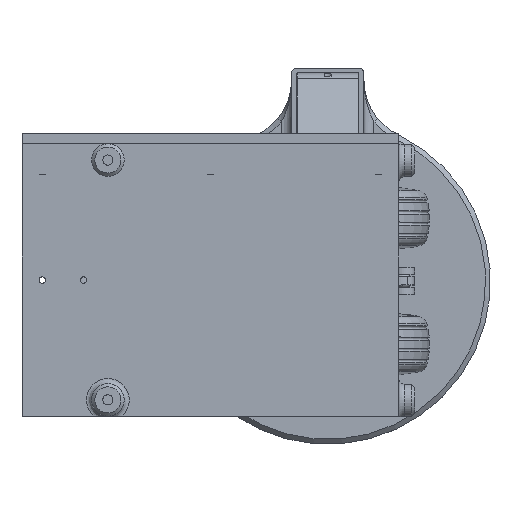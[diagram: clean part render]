
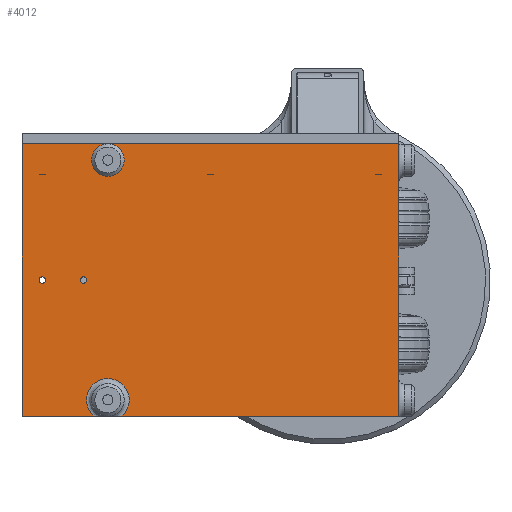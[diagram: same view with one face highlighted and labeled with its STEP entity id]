
A CAD part, top view. The second image highlights one B-rep face of the part: STEP entity #4012.
In plain terms, the highlighted planar face has unit normal (0, 0, 1).
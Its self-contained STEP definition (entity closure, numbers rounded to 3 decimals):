
#3867 = VERTEX_POINT('',#3868);
#3868 = CARTESIAN_POINT('',(-152.884,5.287,
    156.477));
#3874 = EDGE_CURVE('',#3875,#3867,#3877,.T.);
#3875 = VERTEX_POINT('',#3876);
#3876 = CARTESIAN_POINT('',(-126.092,5.287,
    156.477));
#3877 = LINE('',#3878,#3879);
#3878 = CARTESIAN_POINT('',(-35.261,5.287,
    156.477));
#3879 = VECTOR('',#3880,1.);
#3880 = DIRECTION('',(-1.,0.,0.));
#3882 = EDGE_CURVE('',#3883,#3875,#3885,.T.);
#3883 = VERTEX_POINT('',#3884);
#3884 = CARTESIAN_POINT('',(-35.261,5.287,
    156.477));
#3885 = LINE('',#3886,#3887);
#3886 = CARTESIAN_POINT('',(-35.261,5.287,
    156.477));
#3887 = VECTOR('',#3888,1.);
#3888 = DIRECTION('',(-1.,0.,0.));
#3913 = VERTEX_POINT('',#3914);
#3914 = CARTESIAN_POINT('',(-152.884,-79.702,
    156.477));
#3920 = EDGE_CURVE('',#3867,#3913,#3921,.T.);
#3921 = LINE('',#3922,#3923);
#3922 = CARTESIAN_POINT('',(-152.884,-37.207,
    156.477));
#3923 = VECTOR('',#3924,1.);
#3924 = DIRECTION('',(0.,-1.,0.));
#3944 = VERTEX_POINT('',#3945);
#3945 = CARTESIAN_POINT('',(-35.261,-79.702,
    156.477));
#3951 = EDGE_CURVE('',#3944,#3952,#3954,.T.);
#3952 = VERTEX_POINT('',#3953);
#3953 = CARTESIAN_POINT('',(-121.774,-79.702,
    156.477));
#3954 = LINE('',#3955,#3956);
#3955 = CARTESIAN_POINT('',(-35.261,-79.702,
    156.477));
#3956 = VECTOR('',#3957,1.);
#3957 = DIRECTION('',(-1.,0.,0.));
#3970 = VERTEX_POINT('',#3971);
#3971 = CARTESIAN_POINT('',(-130.41,-79.702,
    156.477));
#3979 = EDGE_CURVE('',#3970,#3913,#3980,.T.);
#3980 = LINE('',#3981,#3982);
#3981 = CARTESIAN_POINT('',(-35.261,-79.702,
    156.477));
#3982 = VECTOR('',#3983,1.);
#3983 = DIRECTION('',(-1.,0.,0.));
#4001 = EDGE_CURVE('',#3883,#3944,#4002,.T.);
#4002 = LINE('',#4003,#4004);
#4003 = CARTESIAN_POINT('',(-35.261,-37.207,
    156.477));
#4004 = VECTOR('',#4005,1.);
#4005 = DIRECTION('',(0.,-1.,0.));
#4012 = ADVANCED_FACE('',(#4013,#4024,#4035,#4050),#4059,.T.);
#4013 = FACE_BOUND('',#4014,.T.);
#4014 = EDGE_LOOP('',(#4015));
#4015 = ORIENTED_EDGE('',*,*,#4016,.F.);
#4016 = EDGE_CURVE('',#4017,#4017,#4019,.T.);
#4017 = VERTEX_POINT('',#4018);
#4018 = CARTESIAN_POINT('',(-132.686,-37.207,
    156.477));
#4019 = CIRCLE('',#4020,1.);
#4020 = AXIS2_PLACEMENT_3D('',#4021,#4022,#4023);
#4021 = CARTESIAN_POINT('',(-133.686,-37.207,
    156.477));
#4022 = DIRECTION('',(0.,0.,1.));
#4023 = DIRECTION('',(1.,0.,0.));
#4024 = FACE_BOUND('',#4025,.T.);
#4025 = EDGE_LOOP('',(#4026));
#4026 = ORIENTED_EDGE('',*,*,#4027,.F.);
#4027 = EDGE_CURVE('',#4028,#4028,#4030,.T.);
#4028 = VERTEX_POINT('',#4029);
#4029 = CARTESIAN_POINT('',(-145.534,-37.207,
    156.477));
#4030 = CIRCLE('',#4031,1.);
#4031 = AXIS2_PLACEMENT_3D('',#4032,#4033,#4034);
#4032 = CARTESIAN_POINT('',(-146.534,-37.207,
    156.477));
#4033 = DIRECTION('',(0.,0.,1.));
#4034 = DIRECTION('',(1.,0.,0.));
#4035 = FACE_BOUND('',#4036,.T.);
#4036 = EDGE_LOOP('',(#4037,#4038,#4039,#4040,#4041,#4048,#4049));
#4037 = ORIENTED_EDGE('',*,*,#3882,.T.);
#4038 = ORIENTED_EDGE('',*,*,#3874,.T.);
#4039 = ORIENTED_EDGE('',*,*,#3920,.T.);
#4040 = ORIENTED_EDGE('',*,*,#3979,.F.);
#4041 = ORIENTED_EDGE('',*,*,#4042,.F.);
#4042 = EDGE_CURVE('',#3952,#3970,#4043,.T.);
#4043 = CIRCLE('',#4044,6.668);
#4044 = AXIS2_PLACEMENT_3D('',#4045,#4046,#4047);
#4045 = CARTESIAN_POINT('',(-126.092,-74.622,
    156.477));
#4046 = DIRECTION('',(0.,0.,1.));
#4047 = DIRECTION('',(1.,0.,0.));
#4048 = ORIENTED_EDGE('',*,*,#3951,.F.);
#4049 = ORIENTED_EDGE('',*,*,#4001,.F.);
#4050 = FACE_BOUND('',#4051,.T.);
#4051 = EDGE_LOOP('',(#4052));
#4052 = ORIENTED_EDGE('',*,*,#4053,.F.);
#4053 = EDGE_CURVE('',#3875,#3875,#4054,.T.);
#4054 = CIRCLE('',#4055,5.08);
#4055 = AXIS2_PLACEMENT_3D('',#4056,#4057,#4058);
#4056 = CARTESIAN_POINT('',(-126.092,0.207,
    156.477));
#4057 = DIRECTION('',(0.,0.,1.));
#4058 = DIRECTION('',(1.,0.,0.));
#4059 = PLANE('',#4060);
#4060 = AXIS2_PLACEMENT_3D('',#4061,#4062,#4063);
#4061 = CARTESIAN_POINT('',(-94.073,-37.207,
    156.477));
#4062 = DIRECTION('',(0.,0.,1.));
#4063 = DIRECTION('',(1.,0.,0.));
